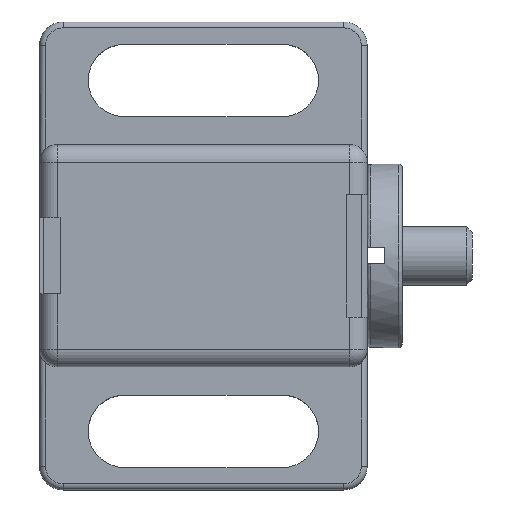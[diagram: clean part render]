
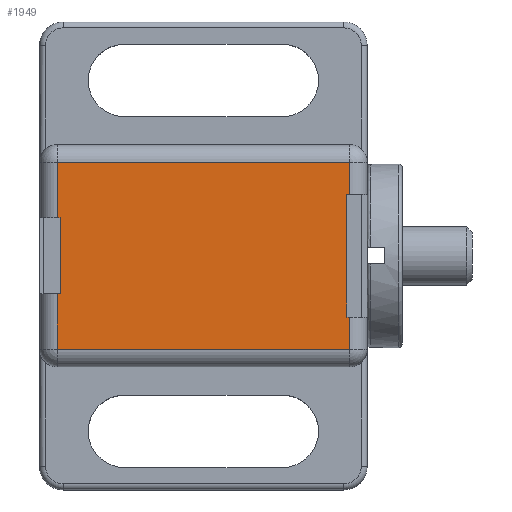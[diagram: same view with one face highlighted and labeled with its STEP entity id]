
A CAD part, top view. The second image highlights one B-rep face of the part: STEP entity #1949.
In plain terms, the highlighted planar face has unit normal (0, 0, 1).
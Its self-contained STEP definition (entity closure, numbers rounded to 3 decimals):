
#272=ORIENTED_EDGE('',*,*,#829,.T.);
#273=ORIENTED_EDGE('',*,*,#802,.T.);
#274=ORIENTED_EDGE('',*,*,#830,.T.);
#275=ORIENTED_EDGE('',*,*,#812,.T.);
#276=ORIENTED_EDGE('',*,*,#831,.T.);
#277=ORIENTED_EDGE('',*,*,#832,.F.);
#278=ORIENTED_EDGE('',*,*,#833,.F.);
#279=ORIENTED_EDGE('',*,*,#789,.T.);
#280=ORIENTED_EDGE('',*,*,#834,.T.);
#281=ORIENTED_EDGE('',*,*,#773,.T.);
#282=ORIENTED_EDGE('',*,*,#835,.F.);
#283=ORIENTED_EDGE('',*,*,#836,.T.);
#773=EDGE_CURVE('',#1059,#1058,#1230,.T.);
#789=EDGE_CURVE('',#1075,#1074,#1246,.T.);
#802=EDGE_CURVE('',#1088,#1087,#1258,.T.);
#812=EDGE_CURVE('',#1098,#1097,#1266,.T.);
#829=EDGE_CURVE('',#1112,#1088,#1283,.T.);
#830=EDGE_CURVE('',#1087,#1098,#1284,.T.);
#831=EDGE_CURVE('',#1097,#1113,#1285,.T.);
#832=EDGE_CURVE('',#1114,#1113,#1286,.T.);
#833=EDGE_CURVE('',#1075,#1114,#1287,.T.);
#834=EDGE_CURVE('',#1074,#1059,#1288,.T.);
#835=EDGE_CURVE('',#1115,#1058,#1289,.T.);
#836=EDGE_CURVE('',#1115,#1112,#1290,.T.);
#1058=VERTEX_POINT('',#3538);
#1059=VERTEX_POINT('',#3540);
#1074=VERTEX_POINT('',#3571);
#1075=VERTEX_POINT('',#3573);
#1087=VERTEX_POINT('',#3598);
#1088=VERTEX_POINT('',#3600);
#1097=VERTEX_POINT('',#3619);
#1098=VERTEX_POINT('',#3621);
#1112=VERTEX_POINT('',#3655);
#1113=VERTEX_POINT('',#3658);
#1114=VERTEX_POINT('',#3660);
#1115=VERTEX_POINT('',#3664);
#1230=LINE('',#3539,#1446);
#1246=LINE('',#3572,#1462);
#1258=LINE('',#3599,#1474);
#1266=LINE('',#3620,#1482);
#1283=LINE('',#3654,#1499);
#1284=LINE('',#3656,#1500);
#1285=LINE('',#3657,#1501);
#1286=LINE('',#3659,#1502);
#1287=LINE('',#3661,#1503);
#1288=LINE('',#3662,#1504);
#1289=LINE('',#3663,#1505);
#1290=LINE('',#3665,#1506);
#1446=VECTOR('',#2954,1000.);
#1462=VECTOR('',#2972,1000.);
#1474=VECTOR('',#2988,1000.);
#1482=VECTOR('',#3002,1000.);
#1499=VECTOR('',#3025,1000.);
#1500=VECTOR('',#3026,1000.);
#1501=VECTOR('',#3027,1000.);
#1502=VECTOR('',#3028,1000.);
#1503=VECTOR('',#3029,1000.);
#1504=VECTOR('',#3030,1000.);
#1505=VECTOR('',#3031,1000.);
#1506=VECTOR('',#3032,1000.);
#1664=EDGE_LOOP('',(#272,#273,#274,#275,#276,#277,#278,#279,#280,#281,#282,
#283));
#1778=FACE_BOUND('',#1664,.T.);
#1881=PLANE('',#2729);
#1949=ADVANCED_FACE('',(#1778),#1881,.T.);
#2729=AXIS2_PLACEMENT_3D('',#3653,#3023,#3024);
#2954=DIRECTION('',(1.,0.,0.));
#2972=DIRECTION('',(-1.,0.,0.));
#2988=DIRECTION('',(1.,0.,0.));
#3002=DIRECTION('',(-1.,0.,0.));
#3023=DIRECTION('',(0.,0.,1.));
#3024=DIRECTION('',(1.,0.,0.));
#3025=DIRECTION('',(0.,-1.,0.));
#3026=DIRECTION('',(0.,-1.,0.));
#3027=DIRECTION('',(0.,-1.,0.));
#3028=DIRECTION('',(-1.,0.,0.));
#3029=DIRECTION('',(0.,-1.,0.));
#3030=DIRECTION('',(0.,1.,0.));
#3031=DIRECTION('',(0.,-1.,0.));
#3032=DIRECTION('',(-1.,0.,0.));
#3538=CARTESIAN_POINT('',(12.5,5.25,20.));
#3539=CARTESIAN_POINT('',(-12.5,5.25,20.));
#3540=CARTESIAN_POINT('',(12.25,5.25,20.));
#3571=CARTESIAN_POINT('',(12.25,-5.25,20.));
#3572=CARTESIAN_POINT('',(-12.5,-5.25,20.));
#3573=CARTESIAN_POINT('',(12.5,-5.25,20.));
#3598=CARTESIAN_POINT('',(-12.25,3.25,20.));
#3599=CARTESIAN_POINT('',(-12.5,3.25,20.));
#3600=CARTESIAN_POINT('',(-12.5,3.25,20.));
#3619=CARTESIAN_POINT('',(-12.5,-3.25,20.));
#3620=CARTESIAN_POINT('',(-12.5,-3.25,20.));
#3621=CARTESIAN_POINT('',(-12.25,-3.25,20.));
#3653=CARTESIAN_POINT('',(-12.5,-8.,20.));
#3654=CARTESIAN_POINT('',(-12.5,8.,20.));
#3655=CARTESIAN_POINT('',(-12.5,8.,20.));
#3656=CARTESIAN_POINT('',(-12.25,-8.,20.));
#3657=CARTESIAN_POINT('',(-12.5,8.,20.));
#3658=CARTESIAN_POINT('',(-12.5,-8.,20.));
#3659=CARTESIAN_POINT('',(12.5,-8.,20.));
#3660=CARTESIAN_POINT('',(12.5,-8.,20.));
#3661=CARTESIAN_POINT('',(12.5,8.,20.));
#3662=CARTESIAN_POINT('',(12.25,-8.,20.));
#3663=CARTESIAN_POINT('',(12.5,8.,20.));
#3664=CARTESIAN_POINT('',(12.5,8.,20.));
#3665=CARTESIAN_POINT('',(12.5,8.,20.));
